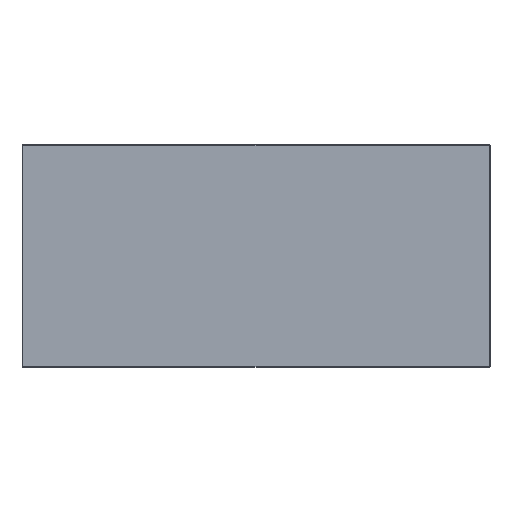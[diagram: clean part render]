
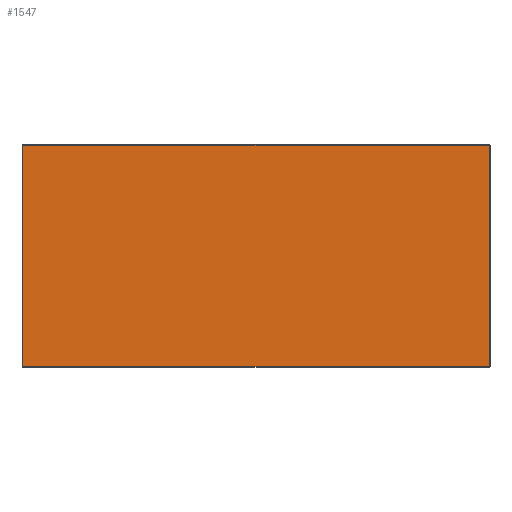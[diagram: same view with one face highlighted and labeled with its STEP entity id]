
A CAD part, front view. The second image highlights one B-rep face of the part: STEP entity #1547.
In plain terms, the highlighted free-form (B-spline) face has degree [1, 1] with [2, 2] control points.
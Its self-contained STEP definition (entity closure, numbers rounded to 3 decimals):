
#1547 = ADVANCED_FACE('',(#1548),#1610,.T.);
#1548 = FACE_BOUND('',#1549,.T.);
#1549 = EDGE_LOOP('',(#1550,#1560,#1567,#1575,#1582,#1590,#1597,#1605));
#1550 = ORIENTED_EDGE('',*,*,#1551,.T.);
#1551 = EDGE_CURVE('',#1552,#1554,#1556,.T.);
#1552 = VERTEX_POINT('',#1553);
#1553 = CARTESIAN_POINT('',(0.17,-25.453,
    0.187));
#1554 = VERTEX_POINT('',#1555);
#1555 = CARTESIAN_POINT('',(0.187,-25.453,
    0.17));
#1556 = ( BOUNDED_CURVE() B_SPLINE_CURVE(2,(#1557,#1558,#1559),
.UNSPECIFIED.,.F.,.F.) B_SPLINE_CURVE_WITH_KNOTS((3,3),(4.712,
6.283),.PIECEWISE_BEZIER_KNOTS.) CURVE() 
GEOMETRIC_REPRESENTATION_ITEM() RATIONAL_B_SPLINE_CURVE((1.,
0.707,1.)) REPRESENTATION_ITEM('') );
#1557 = CARTESIAN_POINT('',(0.17,-25.453,
    0.187));
#1558 = CARTESIAN_POINT('',(0.17,-25.453,
    0.17));
#1559 = CARTESIAN_POINT('',(0.187,-25.453,
    0.17));
#1560 = ORIENTED_EDGE('',*,*,#1561,.T.);
#1561 = EDGE_CURVE('',#1554,#1562,#1564,.T.);
#1562 = VERTEX_POINT('',#1563);
#1563 = CARTESIAN_POINT('',(135.561,-25.453,
    0.17));
#1564 = B_SPLINE_CURVE_WITH_KNOTS('',1,(#1565,#1566),.UNSPECIFIED.,.F.,
  .F.,(2,2),(-101.32,0.),.PIECEWISE_BEZIER_KNOTS.);
#1565 = CARTESIAN_POINT('',(0.187,-25.453,
    0.17));
#1566 = CARTESIAN_POINT('',(135.561,-25.453,
    0.17));
#1567 = ORIENTED_EDGE('',*,*,#1568,.T.);
#1568 = EDGE_CURVE('',#1562,#1569,#1571,.T.);
#1569 = VERTEX_POINT('',#1570);
#1570 = CARTESIAN_POINT('',(135.579,-25.453,
    0.187));
#1571 = ( BOUNDED_CURVE() B_SPLINE_CURVE(2,(#1572,#1573,#1574),
.UNSPECIFIED.,.F.,.F.) B_SPLINE_CURVE_WITH_KNOTS((3,3),(0.,
1.571),.PIECEWISE_BEZIER_KNOTS.) CURVE() 
GEOMETRIC_REPRESENTATION_ITEM() RATIONAL_B_SPLINE_CURVE((1.,
0.707,1.)) REPRESENTATION_ITEM('') );
#1572 = CARTESIAN_POINT('',(135.561,-25.453,
    0.17));
#1573 = CARTESIAN_POINT('',(135.579,-25.453,
    0.17));
#1574 = CARTESIAN_POINT('',(135.579,-25.453,
    0.187));
#1575 = ORIENTED_EDGE('',*,*,#1576,.T.);
#1576 = EDGE_CURVE('',#1569,#1577,#1579,.T.);
#1577 = VERTEX_POINT('',#1578);
#1578 = CARTESIAN_POINT('',(135.579,-25.453,
    64.293));
#1579 = B_SPLINE_CURVE_WITH_KNOTS('',1,(#1580,#1581),.UNSPECIFIED.,.F.,
  .F.,(2,2),(0.,47.98),
  .PIECEWISE_BEZIER_KNOTS.);
#1580 = CARTESIAN_POINT('',(135.579,-25.453,
    0.187));
#1581 = CARTESIAN_POINT('',(135.579,-25.453,
    64.293));
#1582 = ORIENTED_EDGE('',*,*,#1583,.T.);
#1583 = EDGE_CURVE('',#1577,#1584,#1586,.T.);
#1584 = VERTEX_POINT('',#1585);
#1585 = CARTESIAN_POINT('',(135.561,-25.453,
    64.311));
#1586 = ( BOUNDED_CURVE() B_SPLINE_CURVE(2,(#1587,#1588,#1589),
.UNSPECIFIED.,.F.,.F.) B_SPLINE_CURVE_WITH_KNOTS((3,3),(1.571,
3.142),.PIECEWISE_BEZIER_KNOTS.) CURVE() 
GEOMETRIC_REPRESENTATION_ITEM() RATIONAL_B_SPLINE_CURVE((1.,
0.707,1.)) REPRESENTATION_ITEM('') );
#1587 = CARTESIAN_POINT('',(135.579,-25.453,
    64.293));
#1588 = CARTESIAN_POINT('',(135.579,-25.453,
    64.311));
#1589 = CARTESIAN_POINT('',(135.561,-25.453,
    64.311));
#1590 = ORIENTED_EDGE('',*,*,#1591,.T.);
#1591 = EDGE_CURVE('',#1584,#1592,#1594,.T.);
#1592 = VERTEX_POINT('',#1593);
#1593 = CARTESIAN_POINT('',(0.187,-25.453,
    64.311));
#1594 = B_SPLINE_CURVE_WITH_KNOTS('',1,(#1595,#1596),.UNSPECIFIED.,.F.,
  .F.,(2,2),(0.,101.32),.PIECEWISE_BEZIER_KNOTS.);
#1595 = CARTESIAN_POINT('',(135.561,-25.453,
    64.311));
#1596 = CARTESIAN_POINT('',(0.187,-25.453,
    64.311));
#1597 = ORIENTED_EDGE('',*,*,#1598,.T.);
#1598 = EDGE_CURVE('',#1592,#1599,#1601,.T.);
#1599 = VERTEX_POINT('',#1600);
#1600 = CARTESIAN_POINT('',(0.17,-25.453,
    64.293));
#1601 = ( BOUNDED_CURVE() B_SPLINE_CURVE(2,(#1602,#1603,#1604),
.UNSPECIFIED.,.F.,.F.) B_SPLINE_CURVE_WITH_KNOTS((3,3),(3.142,
4.712),.PIECEWISE_BEZIER_KNOTS.) CURVE() 
GEOMETRIC_REPRESENTATION_ITEM() RATIONAL_B_SPLINE_CURVE((1.,
0.707,1.)) REPRESENTATION_ITEM('') );
#1602 = CARTESIAN_POINT('',(0.187,-25.453,
    64.311));
#1603 = CARTESIAN_POINT('',(0.17,-25.453,
    64.311));
#1604 = CARTESIAN_POINT('',(0.17,-25.453,
    64.293));
#1605 = ORIENTED_EDGE('',*,*,#1606,.T.);
#1606 = EDGE_CURVE('',#1599,#1552,#1607,.T.);
#1607 = B_SPLINE_CURVE_WITH_KNOTS('',1,(#1608,#1609),.UNSPECIFIED.,.F.,
  .F.,(2,2),(-47.98,0.),
  .PIECEWISE_BEZIER_KNOTS.);
#1608 = CARTESIAN_POINT('',(0.17,-25.453,
    64.293));
#1609 = CARTESIAN_POINT('',(0.17,-25.453,
    0.187));
#1610 = B_SPLINE_SURFACE_WITH_KNOTS('',1,1,(
    (#1611,#1612)
    ,(#1613,#1614
    )),.UNSPECIFIED.,.F.,.F.,.F.,(2,2),(2,2),(-47.993,
    0.013),(-101.333,0.013),
  .PIECEWISE_BEZIER_KNOTS.);
#1611 = CARTESIAN_POINT('',(0.17,-25.453,
    64.311));
#1612 = CARTESIAN_POINT('',(135.579,-25.453,
    64.311));
#1613 = CARTESIAN_POINT('',(0.17,-25.453,
    0.17));
#1614 = CARTESIAN_POINT('',(135.579,-25.453,
    0.17));
